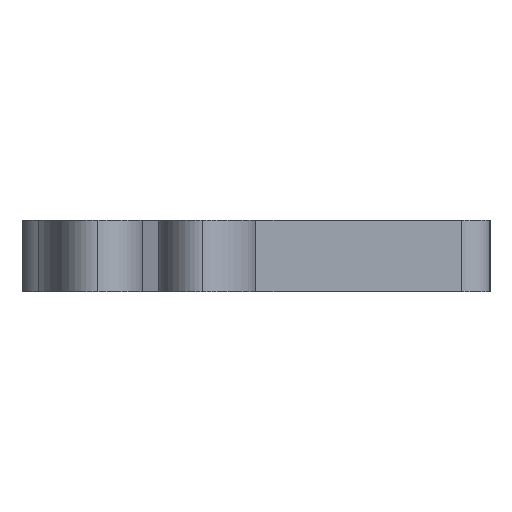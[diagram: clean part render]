
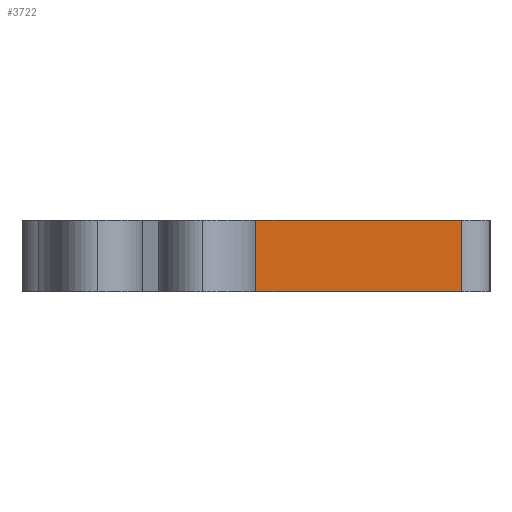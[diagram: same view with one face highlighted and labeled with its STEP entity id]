
A CAD part, left-side view. The second image highlights one B-rep face of the part: STEP entity #3722.
In plain terms, the highlighted planar face has unit normal (-1, 0, 0).
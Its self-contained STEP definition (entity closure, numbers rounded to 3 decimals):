
#546=PLANE('',#3942);
#582=FACE_OUTER_BOUND('',#798,.T.);
#798=EDGE_LOOP('',(#2738,#2739,#2740,#2741));
#1017=LINE('',#4368,#1279);
#1046=LINE('',#5219,#1308);
#1048=LINE('',#5223,#1310);
#1049=LINE('',#5224,#1311);
#1279=VECTOR('',#3999,10.);
#1308=VECTOR('',#4034,10.);
#1310=VECTOR('',#4038,10.);
#1311=VECTOR('',#4039,10.);
#1549=VERTEX_POINT('',#4365);
#1550=VERTEX_POINT('',#4367);
#1740=VERTEX_POINT('',#5217);
#1741=VERTEX_POINT('',#5222);
#1947=EDGE_CURVE('',#1549,#1550,#1017,.T.);
#2138=EDGE_CURVE('',#1740,#1549,#1046,.T.);
#2140=EDGE_CURVE('',#1741,#1740,#1048,.T.);
#2141=EDGE_CURVE('',#1550,#1741,#1049,.T.);
#2738=ORIENTED_EDGE('',*,*,#2138,.F.);
#2739=ORIENTED_EDGE('',*,*,#2140,.F.);
#2740=ORIENTED_EDGE('',*,*,#2141,.F.);
#2741=ORIENTED_EDGE('',*,*,#1947,.F.);
#3722=ADVANCED_FACE('',(#582),#546,.T.);
#3942=AXIS2_PLACEMENT_3D('',#5221,#4036,#4037);
#3999=DIRECTION('',(0.,1.,0.));
#4034=DIRECTION('',(0.,0.,-1.));
#4036=DIRECTION('center_axis',(-1.,0.,0.));
#4037=DIRECTION('ref_axis',(0.,-1.,0.));
#4038=DIRECTION('',(0.,-1.,0.));
#4039=DIRECTION('',(0.,0.,1.));
#4365=CARTESIAN_POINT('',(-83.7,5.6,63.55));
#4367=CARTESIAN_POINT('',(-83.7,20.,63.55));
#4368=CARTESIAN_POINT('',(-83.7,3.6,63.55));
#5217=CARTESIAN_POINT('',(-83.7,5.6,68.55));
#5219=CARTESIAN_POINT('',(-83.7,5.6,63.55));
#5221=CARTESIAN_POINT('Origin',(-83.7,20.,63.55));
#5222=CARTESIAN_POINT('',(-83.7,20.,68.55));
#5223=CARTESIAN_POINT('',(-83.7,3.6,68.55));
#5224=CARTESIAN_POINT('',(-83.7,20.,63.55));
